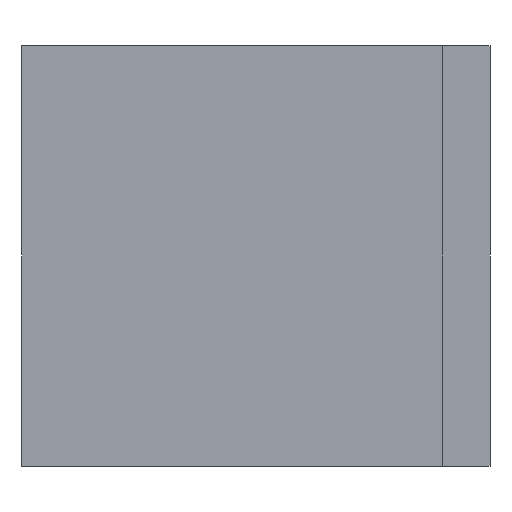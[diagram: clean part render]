
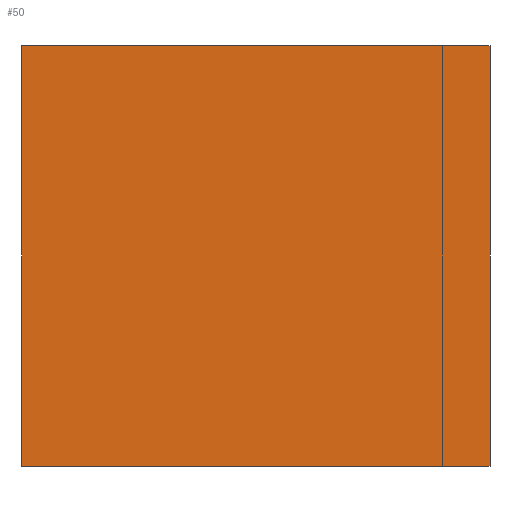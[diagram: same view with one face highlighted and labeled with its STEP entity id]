
A CAD part, front view. The second image highlights one B-rep face of the part: STEP entity #50.
In plain terms, the highlighted planar face has unit normal (0, -1, 0).
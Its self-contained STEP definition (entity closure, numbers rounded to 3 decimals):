
#50=ADVANCED_FACE('NONE',(#97),#98,.F.);
#97=FACE_OUTER_BOUND('',#208,.T.);
#98=PLANE('',#209);
#208=EDGE_LOOP('',(#336,#337,#338,#339));
#209=AXIS2_PLACEMENT_3D('',#340,#341,#342);
#336=ORIENTED_EDGE('',*,*,#669,.F.);
#337=ORIENTED_EDGE('',*,*,#670,.F.);
#338=ORIENTED_EDGE('',*,*,#671,.F.);
#339=ORIENTED_EDGE('',*,*,#672,.F.);
#340=CARTESIAN_POINT('',(10.9,-2.8,-8.9));
#341=DIRECTION('',(-0.0,1.0,0.0));
#342=DIRECTION('',(1.0,0.0,0.0));
#669=EDGE_CURVE('NONE',#796,#797,#798,.T.);
#670=EDGE_CURVE('NONE',#799,#796,#800,.T.);
#671=EDGE_CURVE('NONE',#801,#799,#802,.T.);
#672=EDGE_CURVE('NONE',#797,#801,#803,.T.);
#796=VERTEX_POINT('NONE',#987);
#797=VERTEX_POINT('NONE',#988);
#798=LINE('',#989,#990);
#799=VERTEX_POINT('NONE',#991);
#800=LINE('',#992,#993);
#801=VERTEX_POINT('NONE',#994);
#802=LINE('',#995,#996);
#803=LINE('',#997,#998);
#987=CARTESIAN_POINT('',(10.9,-2.8,-8.9));
#988=CARTESIAN_POINT('',(-8.9,-2.8,-8.9));
#989=CARTESIAN_POINT('',(10.9,-2.8,-8.9));
#990=VECTOR('',#1280,1000.0);
#991=CARTESIAN_POINT('',(10.9,-2.8,8.9));
#992=CARTESIAN_POINT('',(10.9,-2.8,-8.9));
#993=VECTOR('',#1281,1000.0);
#994=CARTESIAN_POINT('',(-8.9,-2.8,8.9));
#995=CARTESIAN_POINT('',(10.9,-2.8,8.9));
#996=VECTOR('',#1282,1000.0);
#997=CARTESIAN_POINT('',(-8.9,-2.8,-8.9));
#998=VECTOR('',#1283,1000.0);
#1280=DIRECTION('',(-1.0,-0.0,0.0));
#1281=DIRECTION('',(-0.0,0.0,-1.0));
#1282=DIRECTION('',(1.0,0.0,-0.0));
#1283=DIRECTION('',(0.0,-0.0,1.0));
